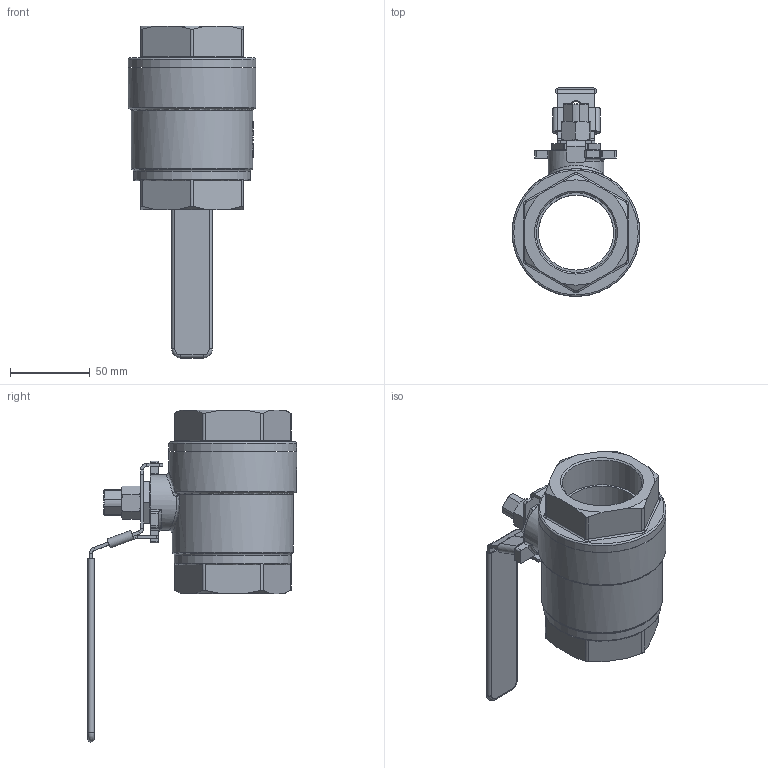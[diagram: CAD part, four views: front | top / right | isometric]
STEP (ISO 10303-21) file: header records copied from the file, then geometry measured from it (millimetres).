
FILE_DESCRIPTION(/* description */ (''),/* implementation_level */ '2;1');
FILE_NAME(/* name */ 'DN50_3D_STEP.stp',/* time_stamp */ '2025-08-08T00:48:56+03:00',/* author */ ('igorr'),/* organization */ (''),/* preprocessor_version */ 'ST-DEVELOPER v20',/* originating_system */ 'Autodesk Inventor 2025',/* authorisation */ '');
FILE_SCHEMA (('AUTOMOTIVE_DESIGN { 1 0 10303 214 3 1 1 }'));
Length unit declared in the file: millimetre
Products named in the file (5): Сборка; Деталь1; Деталь2; Деталь3; ANSI B18.2.4.2M - M12x1,75
Assembly tree (4 placements, depth 2):
  Сборка
    Деталь1
    Деталь2
    Деталь3
    ANSI B18.2.4.2M - M12x1,75
Bounding box: 80 x 130.99 x 208 mm (x, y, z)
Volume: 330992.5 mm3; surface area: 76309.1 mm2
Topology: 4 solids, 4 shells, 513 faces, 1323 edges, 843 vertices
Faces by surface type: plane 244, cylinder 113, bspline 82, torus 46, cone 28
Full cylindrical faces by diameter (mm): 5 x1, 5.921 x1, 7.895 x1, 10.106 x1, 35 x1, 47 x1, 50 x2, 52 x1, 73.282 x1, 76 x1, 80 x2
Entity records: 18013 total; most frequent: CARTESIAN_POINT 5396, ORIENTED_EDGE 2642, DIRECTION 2257, EDGE_CURVE 1321, VERTEX_POINT 843, AXIS2_PLACEMENT_3D 771, LINE 715, VECTOR 715
